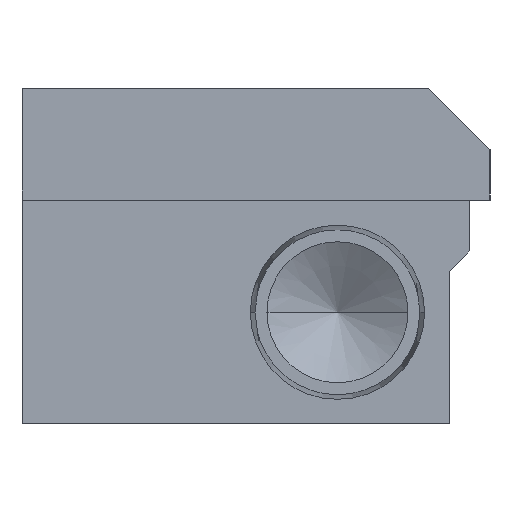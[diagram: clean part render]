
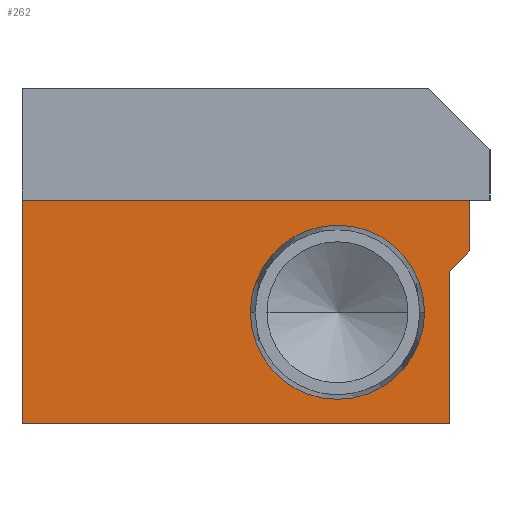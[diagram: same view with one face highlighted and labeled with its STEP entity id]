
A CAD part, left-side view. The second image highlights one B-rep face of the part: STEP entity #262.
In plain terms, the highlighted planar face has unit normal (-1, 0, 0).
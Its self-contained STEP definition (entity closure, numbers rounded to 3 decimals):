
#262=ADVANCED_FACE('',(#609,#610),#611,.T.);
#609=FACE_OUTER_BOUND('',#1377,.T.);
#610=FACE_BOUND('',#1378,.T.);
#611=PLANE('',#1379);
#1377=EDGE_LOOP('',(#2540,#2541,#2542,#2543,#2544,#2545));
#1378=EDGE_LOOP('',(#2546,#2547));
#1379=AXIS2_PLACEMENT_3D('',#2548,#2549,#2550);
#2540=ORIENTED_EDGE('',*,*,#3328,.F.);
#2541=ORIENTED_EDGE('',*,*,#3308,.F.);
#2542=ORIENTED_EDGE('',*,*,#3329,.F.);
#2543=ORIENTED_EDGE('',*,*,#3330,.F.);
#2544=ORIENTED_EDGE('',*,*,#3331,.F.);
#2545=ORIENTED_EDGE('',*,*,#3332,.F.);
#2546=ORIENTED_EDGE('',*,*,#3235,.T.);
#2547=ORIENTED_EDGE('',*,*,#3325,.T.);
#2548=CARTESIAN_POINT('',(-927.099,-498.753,-8.75));
#2549=DIRECTION('',(-1.0,0.0,0.0));
#2550=DIRECTION('',(0.0,0.0,1.0));
#3235=EDGE_CURVE('',#3818,#3815,#3819,.T.);
#3308=EDGE_CURVE('',#3947,#3942,#3949,.T.);
#3325=EDGE_CURVE('',#3815,#3818,#3966,.T.);
#3328=EDGE_CURVE('',#3942,#3969,#3970,.T.);
#3329=EDGE_CURVE('',#3971,#3947,#3972,.T.);
#3330=EDGE_CURVE('',#3973,#3971,#3974,.T.);
#3331=EDGE_CURVE('',#3975,#3973,#3976,.T.);
#3332=EDGE_CURVE('',#3969,#3975,#3977,.T.);
#3815=VERTEX_POINT('',#4717);
#3818=VERTEX_POINT('',#4721);
#3819=CIRCLE('',#4722,6.795);
#3942=VERTEX_POINT('',#4876);
#3947=VERTEX_POINT('',#4883);
#3949=LINE('',#4886,#4887);
#3966=CIRCLE('',#4904,6.795);
#3969=VERTEX_POINT('',#4907);
#3970=LINE('',#4908,#4909);
#3971=VERTEX_POINT('',#4910);
#3972=LINE('',#4911,#4912);
#3973=VERTEX_POINT('',#4913);
#3974=LINE('',#4914,#4915);
#3975=VERTEX_POINT('',#4916);
#3976=LINE('',#4917,#4918);
#3977=LINE('',#4919,#4920);
#4717=CARTESIAN_POINT('',(-927.099,-495.355,-8.75));
#4721=CARTESIAN_POINT('',(-927.099,-508.945,-8.75));
#4722=AXIS2_PLACEMENT_3D('',#5588,#5589,#5590);
#4876=CARTESIAN_POINT('',(-927.099,-477.537,-17.463));
#4883=CARTESIAN_POINT('',(-927.099,-510.862,-17.463));
#4886=CARTESIAN_POINT('',(-927.099,-510.862,-17.463));
#4887=VECTOR('',#5739,33.325);
#4904=AXIS2_PLACEMENT_3D('',#5788,#5789,#5790);
#4907=CARTESIAN_POINT('',(-927.099,-477.537,0.0));
#4908=CARTESIAN_POINT('',(-927.099,-477.537,-17.463));
#4909=VECTOR('',#5797,17.463);
#4910=CARTESIAN_POINT('',(-927.099,-510.862,-5.569));
#4911=CARTESIAN_POINT('',(-927.099,-510.862,-5.569));
#4912=VECTOR('',#5798,11.894);
#4913=CARTESIAN_POINT('',(-927.099,-512.462,-3.969));
#4914=CARTESIAN_POINT('',(-927.099,-512.462,-3.969));
#4915=VECTOR('',#5799,2.263);
#4916=CARTESIAN_POINT('',(-927.099,-512.462,0.0));
#4917=CARTESIAN_POINT('',(-927.099,-512.462,0.0));
#4918=VECTOR('',#5800,3.969);
#4919=CARTESIAN_POINT('',(-927.099,-477.537,0.0));
#4920=VECTOR('',#5801,34.925);
#5588=CARTESIAN_POINT('',(-927.099,-502.15,-8.75));
#5589=DIRECTION('',(1.0,0.0,0.0));
#5590=DIRECTION('',(0.0,1.0,0.0));
#5739=DIRECTION('',(0.0,1.0,0.0));
#5788=CARTESIAN_POINT('',(-927.099,-502.15,-8.75));
#5789=DIRECTION('',(1.0,0.0,0.0));
#5790=DIRECTION('',(0.0,1.0,0.0));
#5797=DIRECTION('',(0.0,0.0,1.0));
#5798=DIRECTION('',(0.0,0.0,-1.0));
#5799=DIRECTION('',(0.0,0.707,-0.707));
#5800=DIRECTION('',(0.0,0.0,-1.0));
#5801=DIRECTION('',(0.0,-1.0,0.0));
